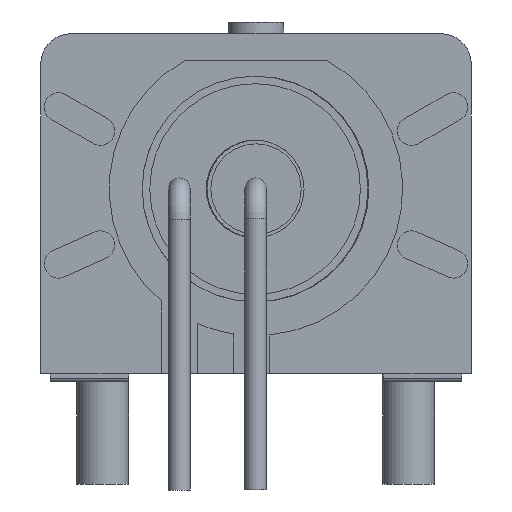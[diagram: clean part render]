
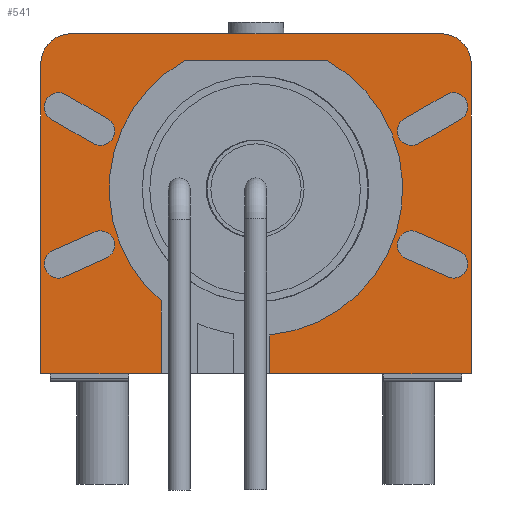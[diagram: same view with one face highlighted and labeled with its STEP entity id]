
A CAD part, front view. The second image highlights one B-rep face of the part: STEP entity #541.
In plain terms, the highlighted planar face has unit normal (0, -1, 0).
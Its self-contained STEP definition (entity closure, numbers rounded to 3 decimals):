
#138 = VERTEX_POINT('',#139);
#139 = CARTESIAN_POINT('',(-7.15,-1.174,0.38));
#154 = VERTEX_POINT('',#155);
#155 = CARTESIAN_POINT('',(7.15,-1.174,0.38));
#161 = EDGE_CURVE('',#154,#162,#164,.T.);
#162 = VERTEX_POINT('',#163);
#163 = CARTESIAN_POINT('',(0.45,-1.174,0.38));
#164 = LINE('',#165,#166);
#165 = CARTESIAN_POINT('',(7.15,-1.174,0.38));
#166 = VECTOR('',#167,1.);
#167 = DIRECTION('',(-1.,0.,0.));
#218 = VERTEX_POINT('',#219);
#219 = CARTESIAN_POINT('',(-3.15,-1.174,0.38));
#225 = EDGE_CURVE('',#218,#138,#226,.T.);
#226 = LINE('',#227,#228);
#227 = CARTESIAN_POINT('',(-3.15,-1.174,0.38));
#228 = VECTOR('',#229,1.);
#229 = DIRECTION('',(-1.,0.,0.));
#470 = EDGE_CURVE('',#138,#471,#473,.T.);
#471 = VERTEX_POINT('',#472);
#472 = CARTESIAN_POINT('',(-7.15,-1.174,10.68));
#473 = LINE('',#474,#475);
#474 = CARTESIAN_POINT('',(-7.15,-1.174,0.38));
#475 = VECTOR('',#476,1.);
#476 = DIRECTION('',(0.,0.,1.));
#541 = ADVANCED_FACE('',(#542,#619,#655,#691,#727),#763,.F.);
#542 = FACE_BOUND('',#543,.F.);
#543 = EDGE_LOOP('',(#544,#552,#553,#554,#563,#571,#580,#586,#587,#595,
    #604,#612));
#544 = ORIENTED_EDGE('',*,*,#545,.T.);
#545 = EDGE_CURVE('',#546,#218,#548,.T.);
#546 = VERTEX_POINT('',#547);
#547 = CARTESIAN_POINT('',(-3.15,-1.174,2.804));
#548 = LINE('',#549,#550);
#549 = CARTESIAN_POINT('',(-3.15,-1.174,2.804));
#550 = VECTOR('',#551,1.);
#551 = DIRECTION('',(0.,0.,-1.));
#552 = ORIENTED_EDGE('',*,*,#225,.T.);
#553 = ORIENTED_EDGE('',*,*,#470,.T.);
#554 = ORIENTED_EDGE('',*,*,#555,.T.);
#555 = EDGE_CURVE('',#471,#556,#558,.T.);
#556 = VERTEX_POINT('',#557);
#557 = CARTESIAN_POINT('',(-6.15,-1.174,11.68));
#558 = CIRCLE('',#559,1.);
#559 = AXIS2_PLACEMENT_3D('',#560,#561,#562);
#560 = CARTESIAN_POINT('',(-6.15,-1.174,10.68));
#561 = DIRECTION('',(0.,1.,0.));
#562 = DIRECTION('',(-1.,0.,0.));
#563 = ORIENTED_EDGE('',*,*,#564,.T.);
#564 = EDGE_CURVE('',#556,#565,#567,.T.);
#565 = VERTEX_POINT('',#566);
#566 = CARTESIAN_POINT('',(6.15,-1.174,11.68));
#567 = LINE('',#568,#569);
#568 = CARTESIAN_POINT('',(-6.15,-1.174,11.68));
#569 = VECTOR('',#570,1.);
#570 = DIRECTION('',(1.,0.,0.));
#571 = ORIENTED_EDGE('',*,*,#572,.T.);
#572 = EDGE_CURVE('',#565,#573,#575,.T.);
#573 = VERTEX_POINT('',#574);
#574 = CARTESIAN_POINT('',(7.15,-1.174,10.68));
#575 = CIRCLE('',#576,1.);
#576 = AXIS2_PLACEMENT_3D('',#577,#578,#579);
#577 = CARTESIAN_POINT('',(6.15,-1.174,10.68));
#578 = DIRECTION('',(0.,1.,0.));
#579 = DIRECTION('',(-1.,0.,0.));
#580 = ORIENTED_EDGE('',*,*,#581,.T.);
#581 = EDGE_CURVE('',#573,#154,#582,.T.);
#582 = LINE('',#583,#584);
#583 = CARTESIAN_POINT('',(7.15,-1.174,10.68));
#584 = VECTOR('',#585,1.);
#585 = DIRECTION('',(0.,0.,-1.));
#586 = ORIENTED_EDGE('',*,*,#161,.T.);
#587 = ORIENTED_EDGE('',*,*,#588,.F.);
#588 = EDGE_CURVE('',#589,#162,#591,.T.);
#589 = VERTEX_POINT('',#590);
#590 = CARTESIAN_POINT('',(0.45,-1.174,1.671));
#591 = LINE('',#592,#593);
#592 = CARTESIAN_POINT('',(0.45,-1.174,1.671));
#593 = VECTOR('',#594,1.);
#594 = DIRECTION('',(0.,0.,-1.));
#595 = ORIENTED_EDGE('',*,*,#596,.F.);
#596 = EDGE_CURVE('',#597,#589,#599,.T.);
#597 = VERTEX_POINT('',#598);
#598 = CARTESIAN_POINT('',(2.379,-1.174,10.78));
#599 = CIRCLE('',#600,4.875);
#600 = AXIS2_PLACEMENT_3D('',#601,#602,#603);
#601 = CARTESIAN_POINT('',(0.,-1.174,6.525));
#602 = DIRECTION('',(0.,1.,0.));
#603 = DIRECTION('',(-1.,0.,0.));
#604 = ORIENTED_EDGE('',*,*,#605,.T.);
#605 = EDGE_CURVE('',#597,#606,#608,.T.);
#606 = VERTEX_POINT('',#607);
#607 = CARTESIAN_POINT('',(-2.379,-1.174,10.78));
#608 = LINE('',#609,#610);
#609 = CARTESIAN_POINT('',(2.379,-1.174,10.78));
#610 = VECTOR('',#611,1.);
#611 = DIRECTION('',(-1.,0.,0.));
#612 = ORIENTED_EDGE('',*,*,#613,.F.);
#613 = EDGE_CURVE('',#546,#606,#614,.T.);
#614 = CIRCLE('',#615,4.875);
#615 = AXIS2_PLACEMENT_3D('',#616,#617,#618);
#616 = CARTESIAN_POINT('',(0.,-1.174,6.525));
#617 = DIRECTION('',(0.,1.,0.));
#618 = DIRECTION('',(-1.,0.,0.));
#619 = FACE_BOUND('',#620,.F.);
#620 = EDGE_LOOP('',(#621,#631,#640,#648));
#621 = ORIENTED_EDGE('',*,*,#622,.F.);
#622 = EDGE_CURVE('',#623,#625,#627,.T.);
#623 = VERTEX_POINT('',#624);
#624 = CARTESIAN_POINT('',(-6.753,-1.174,4.469));
#625 = VERTEX_POINT('',#626);
#626 = CARTESIAN_POINT('',(-5.383,-1.174,5.079));
#627 = LINE('',#628,#629);
#628 = CARTESIAN_POINT('',(-6.753,-1.174,4.469));
#629 = VECTOR('',#630,1.);
#630 = DIRECTION('',(0.913,0.,0.407)
  );
#631 = ORIENTED_EDGE('',*,*,#632,.T.);
#632 = EDGE_CURVE('',#623,#633,#635,.T.);
#633 = VERTEX_POINT('',#634);
#634 = CARTESIAN_POINT('',(-6.367,-1.174,3.601));
#635 = CIRCLE('',#636,0.475);
#636 = AXIS2_PLACEMENT_3D('',#637,#638,#639);
#637 = CARTESIAN_POINT('',(-6.56,-1.174,4.035));
#638 = DIRECTION('',(0.,-1.,0.));
#639 = DIRECTION('',(1.,0.,0.));
#640 = ORIENTED_EDGE('',*,*,#641,.T.);
#641 = EDGE_CURVE('',#633,#642,#644,.T.);
#642 = VERTEX_POINT('',#643);
#643 = CARTESIAN_POINT('',(-4.957,-1.174,4.231));
#644 = LINE('',#645,#646);
#645 = CARTESIAN_POINT('',(-6.367,-1.174,3.601));
#646 = VECTOR('',#647,1.);
#647 = DIRECTION('',(0.913,0.,0.408)
  );
#648 = ORIENTED_EDGE('',*,*,#649,.T.);
#649 = EDGE_CURVE('',#642,#625,#650,.T.);
#650 = CIRCLE('',#651,0.475);
#651 = AXIS2_PLACEMENT_3D('',#652,#653,#654);
#652 = CARTESIAN_POINT('',(-5.17,-1.174,4.655));
#653 = DIRECTION('',(0.,-1.,0.));
#654 = DIRECTION('',(1.,0.,0.));
#655 = FACE_BOUND('',#656,.F.);
#656 = EDGE_LOOP('',(#657,#667,#676,#684));
#657 = ORIENTED_EDGE('',*,*,#658,.F.);
#658 = EDGE_CURVE('',#659,#661,#663,.T.);
#659 = VERTEX_POINT('',#660);
#660 = CARTESIAN_POINT('',(-6.323,-1.174,9.657));
#661 = VERTEX_POINT('',#662);
#662 = CARTESIAN_POINT('',(-4.936,-1.174,8.859));
#663 = LINE('',#664,#665);
#664 = CARTESIAN_POINT('',(-6.323,-1.174,9.657));
#665 = VECTOR('',#666,1.);
#666 = DIRECTION('',(0.867,0.,-0.499));
#667 = ORIENTED_EDGE('',*,*,#668,.T.);
#668 = EDGE_CURVE('',#659,#669,#671,.T.);
#669 = VERTEX_POINT('',#670);
#670 = CARTESIAN_POINT('',(-6.797,-1.174,8.833));
#671 = CIRCLE('',#672,0.475);
#672 = AXIS2_PLACEMENT_3D('',#673,#674,#675);
#673 = CARTESIAN_POINT('',(-6.56,-1.174,9.245));
#674 = DIRECTION('',(0.,-1.,0.));
#675 = DIRECTION('',(1.,0.,0.));
#676 = ORIENTED_EDGE('',*,*,#677,.T.);
#677 = EDGE_CURVE('',#669,#678,#680,.T.);
#678 = VERTEX_POINT('',#679);
#679 = CARTESIAN_POINT('',(-5.404,-1.174,8.031));
#680 = LINE('',#681,#682);
#681 = CARTESIAN_POINT('',(-6.797,-1.174,8.833));
#682 = VECTOR('',#683,1.);
#683 = DIRECTION('',(0.867,0.,-0.499));
#684 = ORIENTED_EDGE('',*,*,#685,.T.);
#685 = EDGE_CURVE('',#678,#661,#686,.T.);
#686 = CIRCLE('',#687,0.475);
#687 = AXIS2_PLACEMENT_3D('',#688,#689,#690);
#688 = CARTESIAN_POINT('',(-5.17,-1.174,8.445));
#689 = DIRECTION('',(0.,-1.,0.));
#690 = DIRECTION('',(1.,0.,0.));
#691 = FACE_BOUND('',#692,.F.);
#692 = EDGE_LOOP('',(#693,#703,#712,#720));
#693 = ORIENTED_EDGE('',*,*,#694,.T.);
#694 = EDGE_CURVE('',#695,#697,#699,.T.);
#695 = VERTEX_POINT('',#696);
#696 = CARTESIAN_POINT('',(4.977,-1.174,4.221));
#697 = VERTEX_POINT('',#698);
#698 = CARTESIAN_POINT('',(6.387,-1.174,3.593));
#699 = LINE('',#700,#701);
#700 = CARTESIAN_POINT('',(4.977,-1.174,4.221));
#701 = VECTOR('',#702,1.);
#702 = DIRECTION('',(0.913,0.,-0.407)
  );
#703 = ORIENTED_EDGE('',*,*,#704,.T.);
#704 = EDGE_CURVE('',#697,#705,#707,.T.);
#705 = VERTEX_POINT('',#706);
#706 = CARTESIAN_POINT('',(6.733,-1.174,4.477));
#707 = CIRCLE('',#708,0.475);
#708 = AXIS2_PLACEMENT_3D('',#709,#710,#711);
#709 = CARTESIAN_POINT('',(6.56,-1.174,4.035));
#710 = DIRECTION('',(0.,-1.,0.));
#711 = DIRECTION('',(1.,0.,0.));
#712 = ORIENTED_EDGE('',*,*,#713,.F.);
#713 = EDGE_CURVE('',#714,#705,#716,.T.);
#714 = VERTEX_POINT('',#715);
#715 = CARTESIAN_POINT('',(5.363,-1.174,5.089));
#716 = LINE('',#717,#718);
#717 = CARTESIAN_POINT('',(5.363,-1.174,5.089));
#718 = VECTOR('',#719,1.);
#719 = DIRECTION('',(0.913,0.,-0.408)
  );
#720 = ORIENTED_EDGE('',*,*,#721,.T.);
#721 = EDGE_CURVE('',#714,#695,#722,.T.);
#722 = CIRCLE('',#723,0.475);
#723 = AXIS2_PLACEMENT_3D('',#724,#725,#726);
#724 = CARTESIAN_POINT('',(5.17,-1.174,4.655));
#725 = DIRECTION('',(0.,-1.,0.));
#726 = DIRECTION('',(1.,0.,0.));
#727 = FACE_BOUND('',#728,.F.);
#728 = EDGE_LOOP('',(#729,#739,#748,#756));
#729 = ORIENTED_EDGE('',*,*,#730,.T.);
#730 = EDGE_CURVE('',#731,#733,#735,.T.);
#731 = VERTEX_POINT('',#732);
#732 = CARTESIAN_POINT('',(5.407,-1.174,8.033));
#733 = VERTEX_POINT('',#734);
#734 = CARTESIAN_POINT('',(6.8,-1.174,8.835));
#735 = LINE('',#736,#737);
#736 = CARTESIAN_POINT('',(5.407,-1.174,8.033));
#737 = VECTOR('',#738,1.);
#738 = DIRECTION('',(0.867,0.,0.499));
#739 = ORIENTED_EDGE('',*,*,#740,.T.);
#740 = EDGE_CURVE('',#733,#741,#743,.T.);
#741 = VERTEX_POINT('',#742);
#742 = CARTESIAN_POINT('',(6.32,-1.174,9.655));
#743 = CIRCLE('',#744,0.475);
#744 = AXIS2_PLACEMENT_3D('',#745,#746,#747);
#745 = CARTESIAN_POINT('',(6.56,-1.174,9.245));
#746 = DIRECTION('',(0.,-1.,0.));
#747 = DIRECTION('',(1.,0.,0.));
#748 = ORIENTED_EDGE('',*,*,#749,.T.);
#749 = EDGE_CURVE('',#741,#750,#752,.T.);
#750 = VERTEX_POINT('',#751);
#751 = CARTESIAN_POINT('',(4.933,-1.174,8.857));
#752 = LINE('',#753,#754);
#753 = CARTESIAN_POINT('',(6.32,-1.174,9.655));
#754 = VECTOR('',#755,1.);
#755 = DIRECTION('',(-0.867,0.,-0.499));
#756 = ORIENTED_EDGE('',*,*,#757,.T.);
#757 = EDGE_CURVE('',#750,#731,#758,.T.);
#758 = CIRCLE('',#759,0.475);
#759 = AXIS2_PLACEMENT_3D('',#760,#761,#762);
#760 = CARTESIAN_POINT('',(5.17,-1.174,8.445));
#761 = DIRECTION('',(0.,-1.,0.));
#762 = DIRECTION('',(1.,0.,0.));
#763 = PLANE('',#764);
#764 = AXIS2_PLACEMENT_3D('',#765,#766,#767);
#765 = CARTESIAN_POINT('',(-0.075,-1.174,6.022));
#766 = DIRECTION('',(0.,1.,0.));
#767 = DIRECTION('',(0.,0.,1.));
